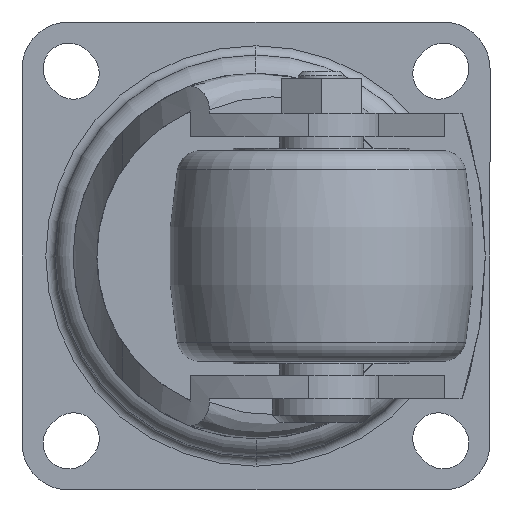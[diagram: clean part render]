
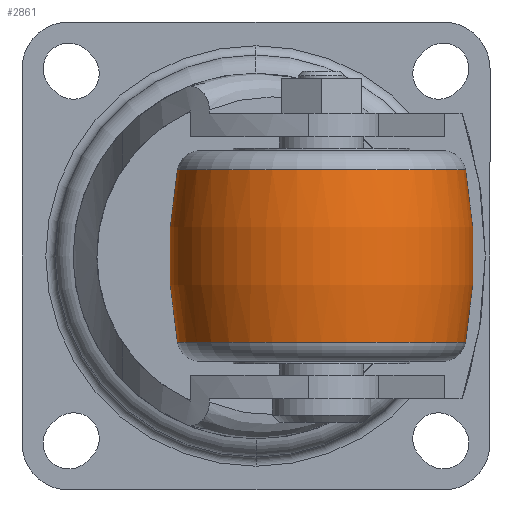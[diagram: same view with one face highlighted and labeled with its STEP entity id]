
A CAD part, front view. The second image highlights one B-rep face of the part: STEP entity #2861.
In plain terms, the highlighted toroidal (fillet/blend) face has major radius 67.5 mm and minor radius 100 mm.
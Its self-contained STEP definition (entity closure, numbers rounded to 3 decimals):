
#35 = FACE_OUTER_BOUND ( 'NONE', #2036, .T. ) ;
#378 = VERTEX_POINT ( 'NONE', #1557 ) ;
#379 = VERTEX_POINT ( 'NONE', #1558 ) ;
#394 = VERTEX_POINT ( 'NONE', #1512 ) ;
#398 = VERTEX_POINT ( 'NONE', #1490 ) ;
#576 = EDGE_CURVE ( 'NONE', #379, #378, #2485, .T. ) ;
#577 = EDGE_CURVE ( 'NONE', #398, #394, #2487, .T. ) ;
#755 = DIRECTION ( 'NONE',  ( 0., 0., 1. ) ) ;
#756 = DIRECTION ( 'NONE',  ( 1., 0., 0. ) ) ;
#757 = CARTESIAN_POINT ( 'NONE',  ( 14., -59.5, 0. ) ) ;
#758 = DIRECTION ( 'NONE',  ( 0., -1., 0. ) ) ;
#759 = DIRECTION ( 'NONE',  ( 0., 0., -1. ) ) ;
#760 = CARTESIAN_POINT ( 'NONE',  ( -53.5, -59.5, 0. ) ) ;
#1259 = CARTESIAN_POINT ( 'NONE',  ( 81.5, -59.5, 0. ) ) ;
#1260 = DIRECTION ( 'NONE',  ( 0., 1., 0. ) ) ;
#1330 = DIRECTION ( 'NONE',  ( -1., 0., 0. ) ) ;
#1423 = CARTESIAN_POINT ( 'NONE',  ( 14., -59.5, -18.421 ) ) ;
#1426 = DIRECTION ( 'NONE',  ( 0., 0., 1. ) ) ;
#1427 = DIRECTION ( 'NONE',  ( 1., 0., 0. ) ) ;
#1428 = CARTESIAN_POINT ( 'NONE',  ( 14., -59.5, 18.421 ) ) ;
#1451 = DIRECTION ( 'NONE',  ( 0., 0., 1. ) ) ;
#1452 = DIRECTION ( 'NONE',  ( 1., 0., 0. ) ) ;
#1490 = CARTESIAN_POINT ( 'NONE',  ( -16.789, -59.5, 18.421 ) ) ;
#1512 = CARTESIAN_POINT ( 'NONE',  ( 44.789, -59.5, 18.421 ) ) ;
#1557 = CARTESIAN_POINT ( 'NONE',  ( 44.789, -59.5, -18.421 ) ) ;
#1558 = CARTESIAN_POINT ( 'NONE',  ( -16.789, -59.5, -18.421 ) ) ;
#2036 = EDGE_LOOP ( 'NONE', ( #2637, #2638, #2635, #2640 ) ) ;
#2485 = CIRCLE ( 'NONE', #2486, 30.789 ) ;
#2486 = AXIS2_PLACEMENT_3D ( 'NONE', #1423, #1426, #1427 ) ;
#2487 = CIRCLE ( 'NONE', #2488, 30.789 ) ;
#2488 = AXIS2_PLACEMENT_3D ( 'NONE', #1428, #1451, #1452 ) ;
#2635 = ORIENTED_EDGE ( 'NONE', *, *, #2867, .T. ) ;
#2637 = ORIENTED_EDGE ( 'NONE', *, *, #2903, .F. ) ;
#2638 = ORIENTED_EDGE ( 'NONE', *, *, #576, .T. ) ;
#2640 = ORIENTED_EDGE ( 'NONE', *, *, #577, .F. ) ;
#2861 = ADVANCED_FACE ( 'NONE', ( #35 ), #3064, .T. ) ;
#2867 = EDGE_CURVE ( 'NONE', #378, #394, #3067, .T. ) ;
#2903 = EDGE_CURVE ( 'NONE', #379, #398, #3116, .T. ) ;
#3045 = AXIS2_PLACEMENT_3D ( 'NONE', #757, #755, #756 ) ;
#3064 = TOROIDAL_SURFACE ( 'NONE', #3045, -67.5, 100. ) ;
#3067 = CIRCLE ( 'NONE', #3075, 100. ) ;
#3075 = AXIS2_PLACEMENT_3D ( 'NONE', #760, #758, #759 ) ;
#3116 = CIRCLE ( 'NONE', #3124, 100. ) ;
#3124 = AXIS2_PLACEMENT_3D ( 'NONE', #1259, #1260, #1330 ) ;
